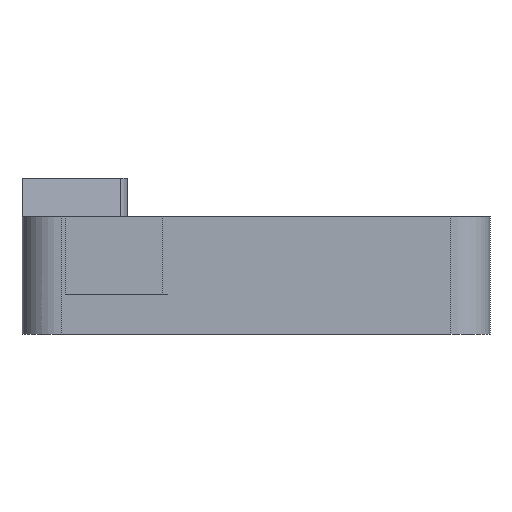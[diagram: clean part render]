
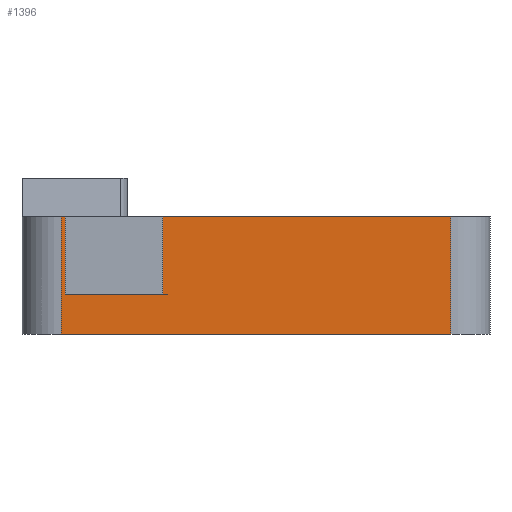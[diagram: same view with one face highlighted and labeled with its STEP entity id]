
A CAD part, left-side view. The second image highlights one B-rep face of the part: STEP entity #1396.
In plain terms, the highlighted planar face has unit normal (-1, 0, 0).
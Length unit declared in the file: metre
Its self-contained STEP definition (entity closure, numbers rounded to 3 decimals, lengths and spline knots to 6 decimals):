
#180=ORIENTED_EDGE('',*,*,#599,.F.);
#181=ORIENTED_EDGE('',*,*,#600,.T.);
#182=ORIENTED_EDGE('',*,*,#601,.T.);
#183=ORIENTED_EDGE('',*,*,#602,.T.);
#184=ORIENTED_EDGE('',*,*,#603,.F.);
#185=ORIENTED_EDGE('',*,*,#604,.T.);
#186=ORIENTED_EDGE('',*,*,#539,.F.);
#187=ORIENTED_EDGE('',*,*,#605,.F.);
#539=EDGE_CURVE('',#752,#753,#885,.T.);
#599=EDGE_CURVE('',#805,#806,#942,.T.);
#600=EDGE_CURVE('',#805,#807,#943,.T.);
#601=EDGE_CURVE('',#807,#808,#944,.T.);
#602=EDGE_CURVE('',#808,#809,#945,.F.);
#603=EDGE_CURVE('',#810,#809,#946,.T.);
#604=EDGE_CURVE('',#810,#753,#947,.T.);
#605=EDGE_CURVE('',#806,#752,#948,.T.);
#752=VERTEX_POINT('',#2068);
#753=VERTEX_POINT('',#2070);
#805=VERTEX_POINT('',#2186);
#806=VERTEX_POINT('',#2187);
#807=VERTEX_POINT('',#2189);
#808=VERTEX_POINT('',#2191);
#809=VERTEX_POINT('',#2193);
#810=VERTEX_POINT('',#2195);
#885=LINE('',#2069,#1050);
#942=LINE('',#2185,#1107);
#943=LINE('',#2188,#1108);
#944=LINE('',#2190,#1109);
#945=LINE('',#2192,#1110);
#946=LINE('',#2194,#1111);
#947=LINE('',#2196,#1112);
#948=LINE('',#2197,#1113);
#1050=VECTOR('',#1643,1.);
#1107=VECTOR('',#1714,1.);
#1108=VECTOR('',#1715,1.);
#1109=VECTOR('',#1716,1.);
#1110=VECTOR('',#1717,1.);
#1111=VECTOR('',#1718,1.);
#1112=VECTOR('',#1719,1.);
#1113=VECTOR('',#1720,1.);
#1201=EDGE_LOOP('',(#180,#181,#182,#183,#184,#185,#186,#187));
#1274=FACE_BOUND('',#1201,.T.);
#1347=PLANE('',#1494);
#1396=ADVANCED_FACE('',(#1274),#1347,.F.);
#1494=AXIS2_PLACEMENT_3D('',#2184,#1712,#1713);
#1643=DIRECTION('',(0.,-1.,0.));
#1712=DIRECTION('',(1.,0.,0.));
#1713=DIRECTION('',(0.,0.,-1.));
#1714=DIRECTION('',(0.,-1.,0.));
#1715=DIRECTION('',(0.,0.,-1.));
#1716=DIRECTION('',(0.,-1.,0.));
#1717=DIRECTION('',(0.,0.,-1.));
#1718=DIRECTION('',(0.,-1.,0.));
#1719=DIRECTION('',(0.,0.,-1.));
#1720=DIRECTION('',(0.,0.,-1.));
#2068=CARTESIAN_POINT('',(-0.1016,0.031068,0.00635));
#2069=CARTESIAN_POINT('',(-0.1016,-0.011448,0.00635));
#2070=CARTESIAN_POINT('',(-0.1016,0.015205,0.00635));
#2184=CARTESIAN_POINT('',(-0.1016,-0.011448,0.00635));
#2185=CARTESIAN_POINT('',(-0.1016,0.034584,0.01905));
#2186=CARTESIAN_POINT('',(-0.1016,0.03175,0.01905));
#2187=CARTESIAN_POINT('',(-0.1016,0.031068,0.01905));
#2188=CARTESIAN_POINT('',(-0.1016,0.03175,0.));
#2189=CARTESIAN_POINT('',(-0.1016,0.03175,0.));
#2190=CARTESIAN_POINT('',(-0.1016,-0.011448,0.));
#2191=CARTESIAN_POINT('',(-0.1016,-0.03175,0.));
#2192=CARTESIAN_POINT('',(-0.1016,-0.03175,0.00635));
#2193=CARTESIAN_POINT('',(-0.1016,-0.03175,0.01905));
#2194=CARTESIAN_POINT('',(-0.1016,-0.011448,0.01905));
#2195=CARTESIAN_POINT('',(-0.1016,0.015205,0.01905));
#2196=CARTESIAN_POINT('',(-0.1016,0.015205,0.01905));
#2197=CARTESIAN_POINT('',(-0.1016,0.031068,0.01905));
